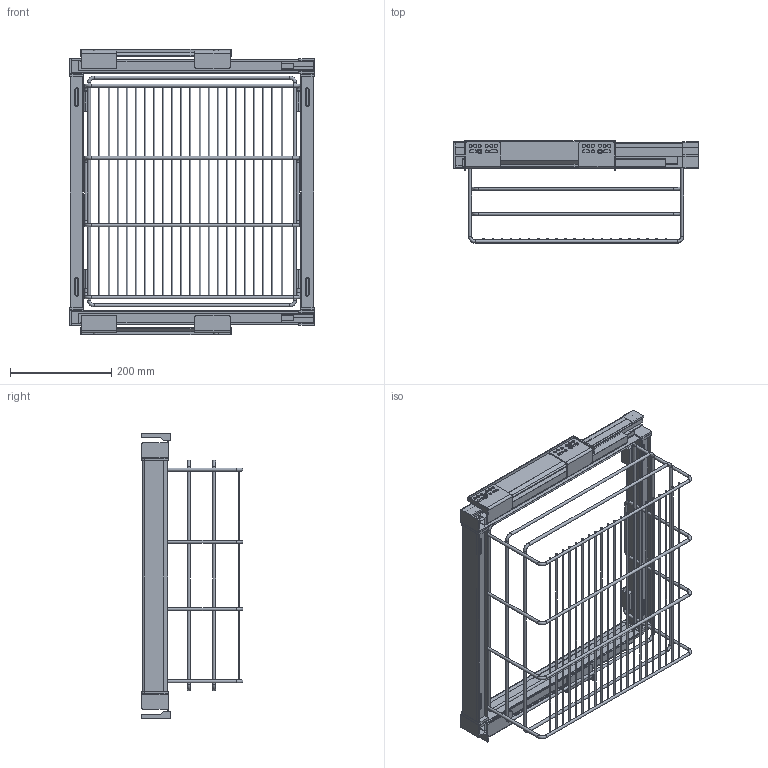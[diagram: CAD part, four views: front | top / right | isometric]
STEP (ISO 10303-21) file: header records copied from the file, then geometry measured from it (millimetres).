
FILE_DESCRIPTION(/* description */ (''),/* implementation_level */ '2;1');
FILE_NAME(/* name */ 'WG-KOSZ60.stp',/* time_stamp */ '2023-04-13T13:50:16+02:00',/* author */ ('tomaszw'),/* organization */ (''),/* preprocessor_version */ 'ST-DEVELOPER v19.2',/* originating_system */ 'Autodesk Inventor 2023',/* authorisation */ '');
FILE_SCHEMA (('AUTOMOTIVE_DESIGN { 1 0 10303 214 3 1 1 }'));
Length unit declared in the file: millimetre
Products named in the file (6): WG-KOSZ_param; WG-POBUW60M-60-01; Lewa strona; Prawa strona; KOSZ 60; Haczyk
Assembly tree (8 placements, depth 2):
  WG-KOSZ_param
    WG-POBUW60M-60-01
    Lewa strona
    Prawa strona
    KOSZ 60
    Haczyk  x4
Bounding box: 483 x 201.5 x 564 mm (x, y, z)
Volume: 1691759.3 mm3; surface area: 1070105.8 mm2
Topology: 40 solids, 40 shells, 677 faces, 1823 edges, 1230 vertices
Faces by surface type: plane 440, cylinder 201, torus 28, cone 8
Full cylindrical faces by diameter (mm): 3 x21, 5 x4, 6 x66, 9 x4
Entity records: 19684 total; most frequent: DIRECTION 3338, CARTESIAN_POINT 3331, ORIENTED_EDGE 3232, EDGE_CURVE 1616, LINE 1140, VECTOR 1140, AXIS2_PLACEMENT_3D 1099, VERTEX_POINT 1092
